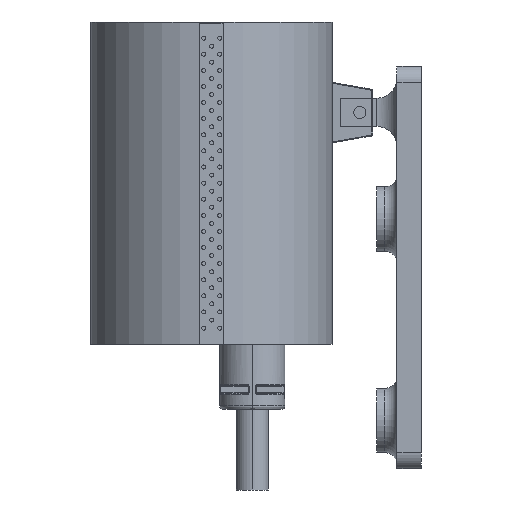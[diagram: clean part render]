
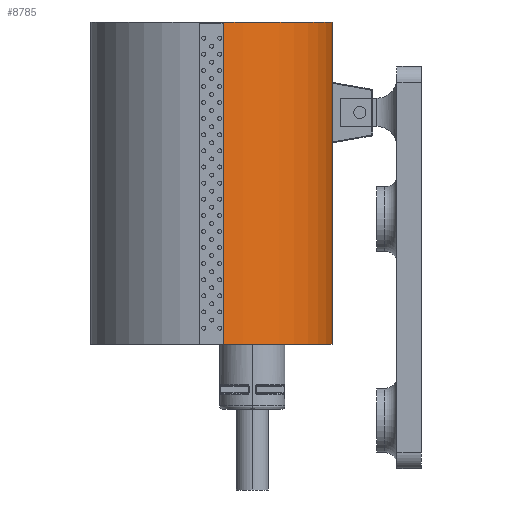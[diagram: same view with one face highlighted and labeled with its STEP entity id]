
A CAD part, left-side view. The second image highlights one B-rep face of the part: STEP entity #8785.
In plain terms, the highlighted cylindrical face has radius 15 mm (diameter 30 mm), a partial arc.
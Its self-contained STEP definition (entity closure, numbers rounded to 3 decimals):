
#723 = VERTEX_POINT ( 'NONE', #28078 ) ;
#3533 = EDGE_CURVE ( 'NONE', #723, #6814, #16768, .T. ) ;
#3772 = CARTESIAN_POINT ( 'NONE',  ( -82.425, -1.5, -40. ) ) ;
#5146 = DIRECTION ( 'NONE',  ( 0., 0., 1. ) ) ;
#6814 = VERTEX_POINT ( 'NONE', #3772 ) ;
#7343 = CARTESIAN_POINT ( 'NONE',  ( -67.5, 0., -40. ) ) ;
#8785 = ADVANCED_FACE ( 'NONE', ( #25140 ), #13566, .T. ) ;
#11416 = DIRECTION ( 'NONE',  ( 0., 0., 1. ) ) ;
#12427 = VECTOR ( 'NONE', #22857, 1000. ) ;
#12699 = CARTESIAN_POINT ( 'NONE',  ( -67.5, -15., -40. ) ) ;
#12879 = CARTESIAN_POINT ( 'NONE',  ( -67.5, -15., 0. ) ) ;
#13004 = EDGE_CURVE ( 'NONE', #6814, #27663, #34187, .T. ) ;
#13566 = CYLINDRICAL_SURFACE ( 'NONE', #24327, 15. ) ;
#13936 = CARTESIAN_POINT ( 'NONE',  ( -67.5, 0., -40. ) ) ;
#15761 = ORIENTED_EDGE ( 'NONE', *, *, #29400, .T. ) ;
#16322 = DIRECTION ( 'NONE',  ( 0., 0., 1. ) ) ;
#16581 = DIRECTION ( 'NONE',  ( 1., 0., 0. ) ) ;
#16657 = EDGE_CURVE ( 'NONE', #723, #23262, #26687, .T. ) ;
#16768 = LINE ( 'NONE', #20065, #12427 ) ;
#19649 = EDGE_LOOP ( 'NONE', ( #29053, #20845, #34709, #15761 ) ) ;
#20065 = CARTESIAN_POINT ( 'NONE',  ( -82.425, -1.5, -40. ) ) ;
#20845 = ORIENTED_EDGE ( 'NONE', *, *, #3533, .T. ) ;
#21912 = AXIS2_PLACEMENT_3D ( 'NONE', #7343, #5146, #35238 ) ;
#22857 = DIRECTION ( 'NONE',  ( 0., 0., -1. ) ) ;
#23262 = VERTEX_POINT ( 'NONE', #12879 ) ;
#24156 = CARTESIAN_POINT ( 'NONE',  ( -67.5, -15., -40. ) ) ;
#24327 = AXIS2_PLACEMENT_3D ( 'NONE', #13936, #16322, #24953 ) ;
#24953 = DIRECTION ( 'NONE',  ( 1., 0., 0. ) ) ;
#25140 = FACE_OUTER_BOUND ( 'NONE', #19649, .T. ) ;
#26687 = CIRCLE ( 'NONE', #27853, 15. ) ;
#27663 = VERTEX_POINT ( 'NONE', #24156 ) ;
#27853 = AXIS2_PLACEMENT_3D ( 'NONE', #30531, #11416, #16581 ) ;
#28078 = CARTESIAN_POINT ( 'NONE',  ( -82.425, -1.5, 0. ) ) ;
#28847 = DIRECTION ( 'NONE',  ( 0., 0., 1. ) ) ;
#29053 = ORIENTED_EDGE ( 'NONE', *, *, #16657, .F. ) ;
#29400 = EDGE_CURVE ( 'NONE', #27663, #23262, #34563, .T. ) ;
#30531 = CARTESIAN_POINT ( 'NONE',  ( -67.5, 0., 0. ) ) ;
#33105 = VECTOR ( 'NONE', #28847, 1000. ) ;
#34187 = CIRCLE ( 'NONE', #21912, 15. ) ;
#34563 = LINE ( 'NONE', #12699, #33105 ) ;
#34709 = ORIENTED_EDGE ( 'NONE', *, *, #13004, .T. ) ;
#35238 = DIRECTION ( 'NONE',  ( 1., 0., 0. ) ) ;
